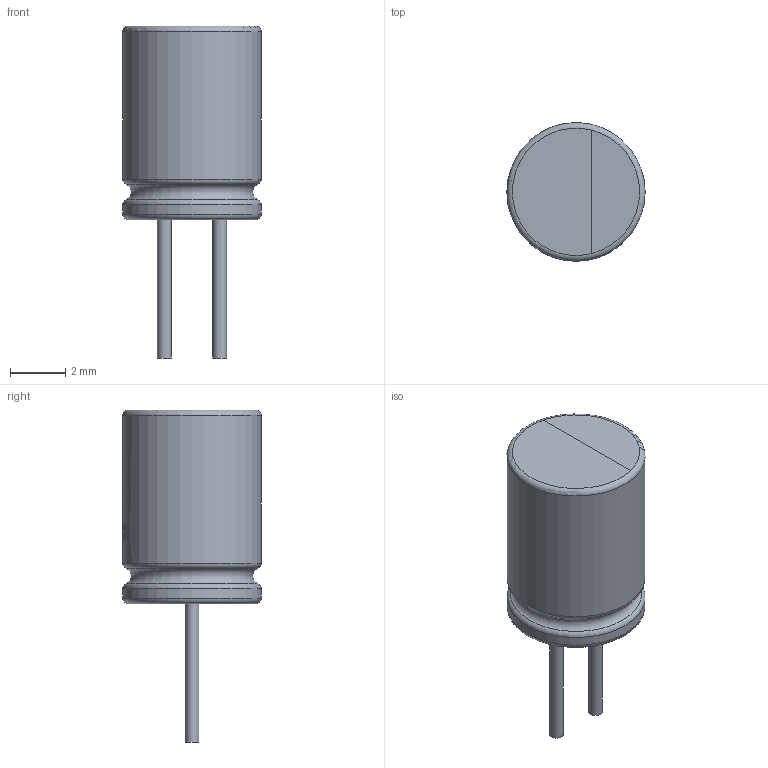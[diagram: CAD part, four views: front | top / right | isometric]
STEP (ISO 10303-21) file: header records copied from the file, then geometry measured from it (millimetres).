
FILE_DESCRIPTION(/* description */ (''),/* implementation_level */ '2;1');
FILE_NAME(/* name */ 'CAP-TH_BD5.0-P2.00-D0.5-FD-1.step',/* time_stamp */ '2023-06-11T10:41:37+08:00',/* author */ (''),/* organization */ (''),/* preprocessor_version */ 'ST-DEVELOPER v19.2',/* originating_system */ 'Autodesk Translation Framework v12.6.0.85',/* authorisation */ '');
FILE_SCHEMA (('AUTOMOTIVE_DESIGN { 1 0 10303 214 3 1 1 }'));
Length unit declared in the file: millimetre
Products named in the file (4): (未保存); U1; CAP-TH_BD5.0-P2.00-D0.5-FD; SOLID
Assembly tree (3 placements, depth 4):
  (未保存)
    U1
      CAP-TH_BD5.0-P2.00-D0.5-FD
        SOLID
Bounding box: 5 x 5 x 12 mm (x, y, z)
Volume: 136.9 mm3; surface area: 164.9 mm2
Topology: 1 solids, 1 shells, 238 faces, 643 edges, 428 vertices
Faces by surface type: plane 112, bspline 98, cylinder 23, torus 5
Full cylindrical faces by diameter (mm): 0.5 x2, 5 x2
Entity records: 10752 total; most frequent: CARTESIAN_POINT 4881, ORIENTED_EDGE 1286, DIRECTION 924, EDGE_CURVE 643, VERTEX_POINT 428, AXIS2_PLACEMENT_3D 317, LINE 290, VECTOR 290
